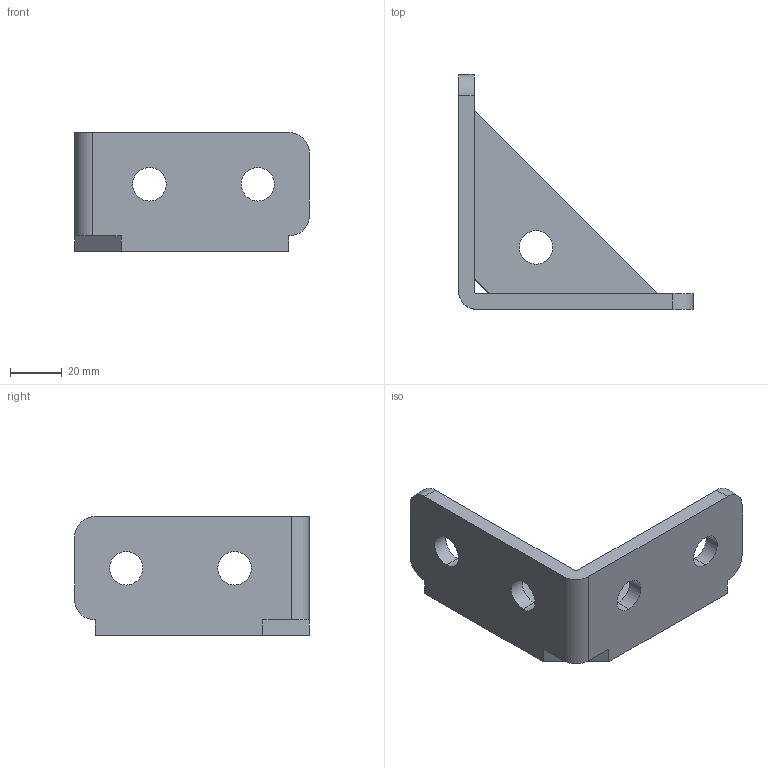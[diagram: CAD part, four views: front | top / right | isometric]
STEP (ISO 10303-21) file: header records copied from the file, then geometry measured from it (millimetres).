
FILE_DESCRIPTION (( 'STEP AP203' ), '1' );
FILE_NAME ('3D_R6672_41x21-41x41_173487100.STEP', '2024-08-27T07:03:14', ( '' ), ( '' ), 'SwSTEP 2.0', 'SolidWorks 2024', '' );
FILE_SCHEMA (( 'CONFIG_CONTROL_DESIGN' ));
Length unit declared in the file: millimetre
Products named in the file (1): 3D_R6672_41x21-41x41_173487100
Bounding box: 91 x 91 x 46 mm (x, y, z)
Volume: 57211.4 mm3; surface area: 22861.7 mm2
Topology: 1 solids, 1 shells, 30 faces, 84 edges, 54 vertices
Faces by surface type: cylinder 16, plane 14
Entity records: 1073 total; most frequent: DIRECTION 178, CARTESIAN_POINT 169, ORIENTED_EDGE 168, EDGE_CURVE 84, AXIS2_PLACEMENT_3D 63, VERTEX_POINT 54, LINE 52, VECTOR 52
